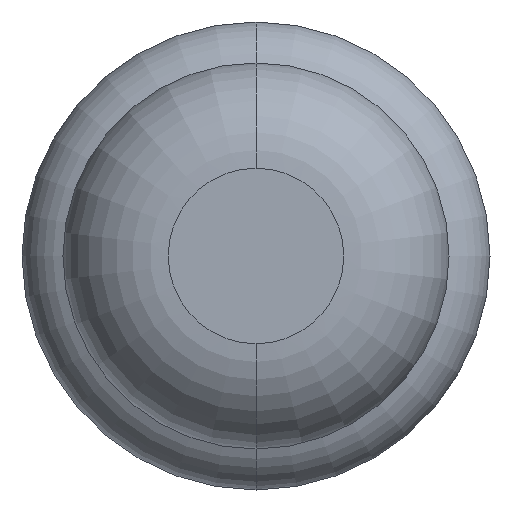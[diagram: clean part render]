
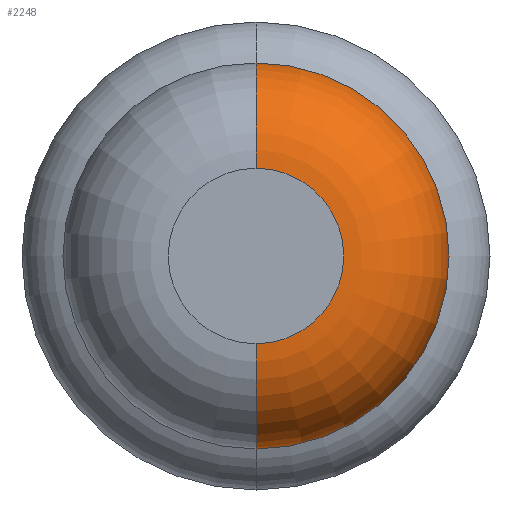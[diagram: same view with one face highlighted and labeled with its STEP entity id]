
A CAD part, front view. The second image highlights one B-rep face of the part: STEP entity #2248.
In plain terms, the highlighted toroidal (fillet/blend) face has major radius 0.375 mm and minor radius 0.45 mm.
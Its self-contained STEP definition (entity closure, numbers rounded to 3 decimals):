
#90 = ORIENTED_EDGE ( 'NONE', *, *, #2668, .T. ) ;
#206 = DIRECTION ( 'NONE',  ( 0., 1., 0. ) ) ;
#357 = AXIS2_PLACEMENT_3D ( 'NONE', #2437, #2694, #2925 ) ;
#377 = DIRECTION ( 'NONE',  ( 0., 1., 0. ) ) ;
#585 = EDGE_CURVE ( 'Defeature ausgef�hrt1_7+Defeature ausgef�hrt1_6+Defeature ausgef�hrt1_6+Defeature ausgef�hrt1_6', #849, #608, #596, .T. ) ;
#596 = CIRCLE ( 'NONE', #3126, 0.825 ) ;
#608 = VERTEX_POINT ( 'NONE', #3210 ) ;
#616 = CARTESIAN_POINT ( 'NONE',  ( 0., -29.95, 0. ) ) ;
#792 = CIRCLE ( 'NONE', #2199, 0.375 ) ;
#795 = DIRECTION ( 'NONE',  ( 1., 0., 0. ) ) ;
#849 = VERTEX_POINT ( 'NONE', #2308 ) ;
#988 = CARTESIAN_POINT ( 'NONE',  ( 0., -30.4, 0.375 ) ) ;
#1116 = FACE_OUTER_BOUND ( 'NONE', #2750, .T. ) ;
#1233 = CARTESIAN_POINT ( 'NONE',  ( 0., -30.4, 0. ) ) ;
#1405 = DIRECTION ( 'NONE',  ( 0., 0., 1. ) ) ;
#1640 = EDGE_CURVE ( 'Defeature ausgef�hrt1_6+Defeature ausgef�hrt1_5+Defeature ausgef�hrt1_5+Defeature ausgef�hrt1_5', #3118, #3055, #792, .T. ) ;
#1675 = CIRCLE ( 'NONE', #1708, 0.45 ) ;
#1708 = AXIS2_PLACEMENT_3D ( 'NONE', #2867, #795, #2857 ) ;
#1754 = ORIENTED_EDGE ( 'NONE', *, *, #1640, .T. ) ;
#1762 = CARTESIAN_POINT ( 'NONE',  ( 0., -30.4, -0.375 ) ) ;
#1764 = ORIENTED_EDGE ( 'NONE', *, *, #585, .F. ) ;
#1961 = EDGE_CURVE ( 'NONE', #3118, #849, #2247, .T. ) ;
#2199 = AXIS2_PLACEMENT_3D ( 'NONE', #1233, #206, #2562 ) ;
#2247 = CIRCLE ( 'NONE', #357, 0.45 ) ;
#2248 = ADVANCED_FACE ( 'Defeature ausgef�hrt1_6', ( #1116 ), #3094, .T. ) ;
#2308 = CARTESIAN_POINT ( 'NONE',  ( 0., -29.95, 0.825 ) ) ;
#2400 = CARTESIAN_POINT ( 'NONE',  ( 0., -29.95, 0. ) ) ;
#2419 = DIRECTION ( 'NONE',  ( 0., 0., 1. ) ) ;
#2437 = CARTESIAN_POINT ( 'NONE',  ( 0., -29.95, 0.375 ) ) ;
#2464 = AXIS2_PLACEMENT_3D ( 'NONE', #2400, #377, #2419 ) ;
#2562 = DIRECTION ( 'NONE',  ( 0., 0., 1. ) ) ;
#2668 = EDGE_CURVE ( 'NONE', #3055, #608, #1675, .T. ) ;
#2694 = DIRECTION ( 'NONE',  ( -1., 0., 0. ) ) ;
#2750 = EDGE_LOOP ( 'NONE', ( #1754, #90, #1764, #2830 ) ) ;
#2830 = ORIENTED_EDGE ( 'NONE', *, *, #1961, .F. ) ;
#2857 = DIRECTION ( 'NONE',  ( 0., 0., -1. ) ) ;
#2867 = CARTESIAN_POINT ( 'NONE',  ( 0., -29.95, -0.375 ) ) ;
#2925 = DIRECTION ( 'NONE',  ( 0., 0., 1. ) ) ;
#2940 = DIRECTION ( 'NONE',  ( 0., 1., 0. ) ) ;
#3055 = VERTEX_POINT ( 'NONE', #1762 ) ;
#3094 = TOROIDAL_SURFACE ( 'NONE', #2464, 0.375, 0.45 ) ;
#3118 = VERTEX_POINT ( 'NONE', #988 ) ;
#3126 = AXIS2_PLACEMENT_3D ( 'NONE', #616, #2940, #1405 ) ;
#3210 = CARTESIAN_POINT ( 'NONE',  ( 0., -29.95, -0.825 ) ) ;
